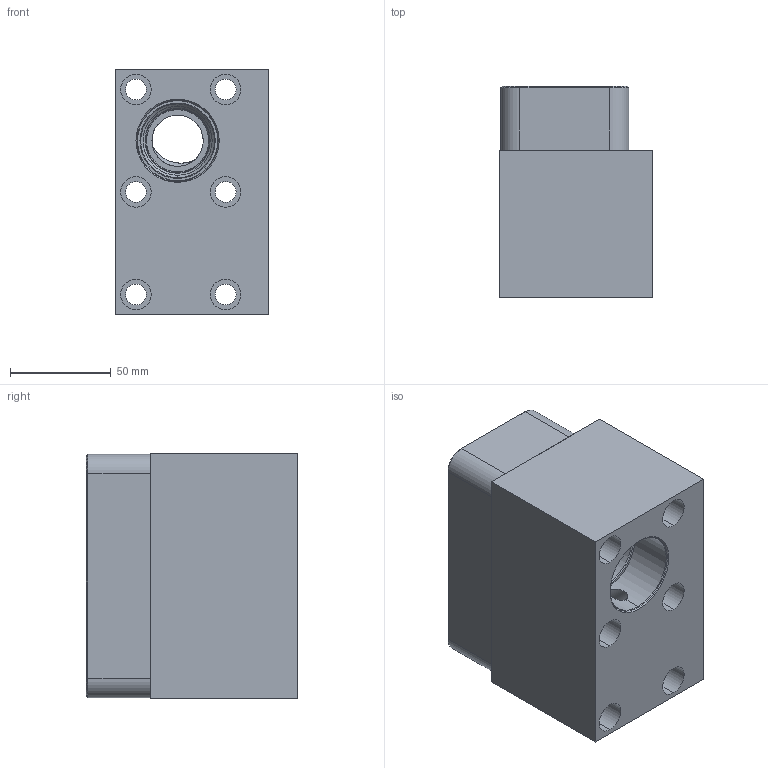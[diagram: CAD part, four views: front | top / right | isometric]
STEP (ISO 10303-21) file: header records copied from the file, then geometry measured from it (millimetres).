
FILE_DESCRIPTION((''),'2;1');
FILE_NAME('XYK_ASM','2020-02-25T',('ProEService'),(''),'PRO/ENGINEER BY PARAMETRIC TECHNOLOGY CORPORATION, 2014200','PRO/ENGINEER BY PARAMETRIC TECHNOLOGY CORPORATION, 2014200','');
FILE_SCHEMA(('CONFIG_CONTROL_DESIGN'));
Length unit declared in the file: inch
Products named in the file (2): 152-146-006; XYK_ASM
Assembly tree (1 placements, depth 2):
  XYK_ASM
    152-146-006
Bounding box: 76.2 x 104.78 x 121.44 mm (x, y, z)
Volume: 661444.7 mm3; surface area: 99853.2 mm2
Topology: 1 solids, 1 shells, 110 faces, 451 edges, 457 vertices
Faces by surface type: cylinder 55, cone 26, plane 25, torus 4
Entity records: 5184 total; most frequent: CARTESIAN_POINT 1430, DIRECTION 806, ORIENTED_EDGE 560, VECTOR 292, LINE 292, EDGE_CURVE 280, AXIS2_PLACEMENT_3D 257, VERTEX_POINT 182
